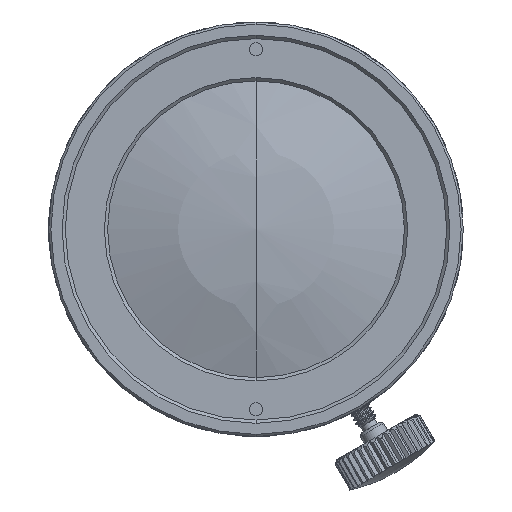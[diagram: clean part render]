
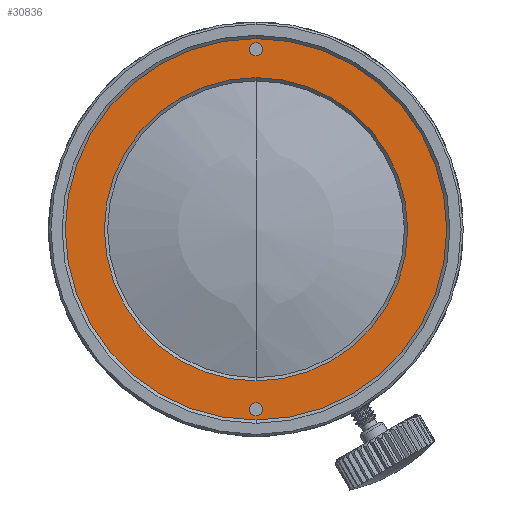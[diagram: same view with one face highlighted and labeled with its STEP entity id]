
A CAD part, left-side view. The second image highlights one B-rep face of the part: STEP entity #30836.
In plain terms, the highlighted planar face has unit normal (-1, 0, 0).
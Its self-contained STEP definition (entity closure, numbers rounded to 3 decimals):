
#30791 = VERTEX_POINT('',#30792);
#30792 = CARTESIAN_POINT('',(-76.722,0.,17.85));
#30800 = VERTEX_POINT('',#30801);
#30801 = CARTESIAN_POINT('',(-76.722,0.,-17.85));
#30807 = EDGE_CURVE('',#30791,#30800,#30808,.T.);
#30808 = CIRCLE('',#30809,17.85);
#30809 = AXIS2_PLACEMENT_3D('',#30810,#30811,#30812);
#30810 = CARTESIAN_POINT('',(-76.722,0.,0.));
#30811 = DIRECTION('',(1.,0.,-0.));
#30812 = DIRECTION('',(0.,0.,1.));
#30823 = EDGE_CURVE('',#30800,#30791,#30824,.T.);
#30824 = CIRCLE('',#30825,17.85);
#30825 = AXIS2_PLACEMENT_3D('',#30826,#30827,#30828);
#30826 = CARTESIAN_POINT('',(-76.722,0.,0.));
#30827 = DIRECTION('',(1.,0.,0.));
#30828 = DIRECTION('',(0.,0.,-1.));
#30836 = ADVANCED_FACE('',(#30837,#30841,#30861,#30881),#30901,.F.);
#30837 = FACE_BOUND('',#30838,.F.);
#30838 = EDGE_LOOP('',(#30839,#30840));
#30839 = ORIENTED_EDGE('',*,*,#30823,.T.);
#30840 = ORIENTED_EDGE('',*,*,#30807,.T.);
#30841 = FACE_BOUND('',#30842,.F.);
#30842 = EDGE_LOOP('',(#30843,#30854));
#30843 = ORIENTED_EDGE('',*,*,#30844,.T.);
#30844 = EDGE_CURVE('',#30845,#30847,#30849,.T.);
#30845 = VERTEX_POINT('',#30846);
#30846 = CARTESIAN_POINT('',(-76.722,0.,-13.9));
#30847 = VERTEX_POINT('',#30848);
#30848 = CARTESIAN_POINT('',(-76.722,0.,13.9));
#30849 = CIRCLE('',#30850,13.9);
#30850 = AXIS2_PLACEMENT_3D('',#30851,#30852,#30853);
#30851 = CARTESIAN_POINT('',(-76.722,0.,0.));
#30852 = DIRECTION('',(-1.,0.,0.));
#30853 = DIRECTION('',(0.,0.,-1.));
#30854 = ORIENTED_EDGE('',*,*,#30855,.T.);
#30855 = EDGE_CURVE('',#30847,#30845,#30856,.T.);
#30856 = CIRCLE('',#30857,13.9);
#30857 = AXIS2_PLACEMENT_3D('',#30858,#30859,#30860);
#30858 = CARTESIAN_POINT('',(-76.722,0.,0.));
#30859 = DIRECTION('',(-1.,0.,0.));
#30860 = DIRECTION('',(0.,0.,1.));
#30861 = FACE_BOUND('',#30862,.F.);
#30862 = EDGE_LOOP('',(#30863,#30874));
#30863 = ORIENTED_EDGE('',*,*,#30864,.T.);
#30864 = EDGE_CURVE('',#30865,#30867,#30869,.T.);
#30865 = VERTEX_POINT('',#30866);
#30866 = CARTESIAN_POINT('',(-76.722,-0.6,16.5));
#30867 = VERTEX_POINT('',#30868);
#30868 = CARTESIAN_POINT('',(-76.722,0.6,16.5));
#30869 = CIRCLE('',#30870,0.6);
#30870 = AXIS2_PLACEMENT_3D('',#30871,#30872,#30873);
#30871 = CARTESIAN_POINT('',(-76.722,0.,16.5));
#30872 = DIRECTION('',(-1.,0.,0.));
#30873 = DIRECTION('',(0.,-1.,0.));
#30874 = ORIENTED_EDGE('',*,*,#30875,.T.);
#30875 = EDGE_CURVE('',#30867,#30865,#30876,.T.);
#30876 = CIRCLE('',#30877,0.6);
#30877 = AXIS2_PLACEMENT_3D('',#30878,#30879,#30880);
#30878 = CARTESIAN_POINT('',(-76.722,0.,16.5));
#30879 = DIRECTION('',(-1.,0.,0.));
#30880 = DIRECTION('',(0.,1.,0.));
#30881 = FACE_BOUND('',#30882,.F.);
#30882 = EDGE_LOOP('',(#30883,#30894));
#30883 = ORIENTED_EDGE('',*,*,#30884,.T.);
#30884 = EDGE_CURVE('',#30885,#30887,#30889,.T.);
#30885 = VERTEX_POINT('',#30886);
#30886 = CARTESIAN_POINT('',(-76.722,-0.6,-16.5));
#30887 = VERTEX_POINT('',#30888);
#30888 = CARTESIAN_POINT('',(-76.722,0.6,-16.5));
#30889 = CIRCLE('',#30890,0.6);
#30890 = AXIS2_PLACEMENT_3D('',#30891,#30892,#30893);
#30891 = CARTESIAN_POINT('',(-76.722,0.,-16.5));
#30892 = DIRECTION('',(-1.,0.,0.));
#30893 = DIRECTION('',(-0.,-1.,0.));
#30894 = ORIENTED_EDGE('',*,*,#30895,.T.);
#30895 = EDGE_CURVE('',#30887,#30885,#30896,.T.);
#30896 = CIRCLE('',#30897,0.6);
#30897 = AXIS2_PLACEMENT_3D('',#30898,#30899,#30900);
#30898 = CARTESIAN_POINT('',(-76.722,0.,-16.5));
#30899 = DIRECTION('',(-1.,0.,0.));
#30900 = DIRECTION('',(0.,1.,0.));
#30901 = PLANE('',#30902);
#30902 = AXIS2_PLACEMENT_3D('',#30903,#30904,#30905);
#30903 = CARTESIAN_POINT('',(-76.722,0.,0.));
#30904 = DIRECTION('',(1.,0.,0.));
#30905 = DIRECTION('',(0.,0.,1.));
